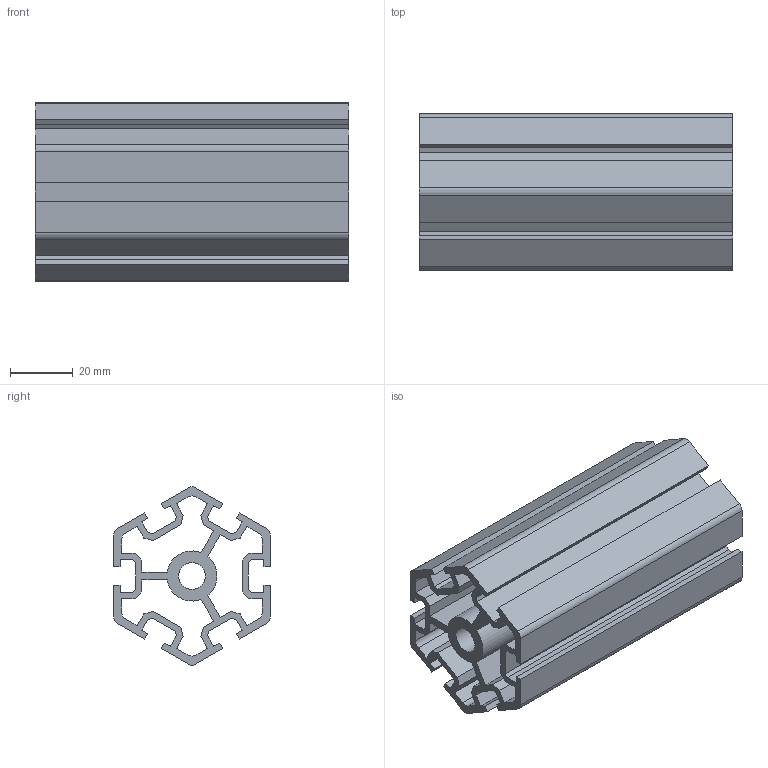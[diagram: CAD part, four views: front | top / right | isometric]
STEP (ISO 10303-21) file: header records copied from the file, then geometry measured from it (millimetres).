
FILE_DESCRIPTION(/* description */ ('STEP AP203'),/* implementation_level */ '2;1');
FILE_NAME(/* name */ '25.20.0100(0)',/* time_stamp */ '2024-07-18T18:53:11+02:00',/* author */ ('License CC BY-ND 4.0'),/* organization */ ('CADENAS'),/* preprocessor_version */ 'ST-DEVELOPER v19.3',/* originating_system */ 'PARTsolutions',/* authorisation */ ' ');
FILE_SCHEMA (('CONFIG_CONTROL_DESIGN'));
Length unit declared in the file: millimetre
Products named in the file (1): 25.20.0100(0)
Bounding box: 100 x 50 x 56.96 mm (x, y, z)
Volume: 77212.8 mm3; surface area: 64554 mm2
Topology: 1 solids, 1 shells, 135 faces, 399 edges, 266 vertices
Faces by surface type: plane 119, cylinder 16
Full cylindrical faces by diameter (mm): 8.5 x1
Entity records: 4486 total; most frequent: CARTESIAN_POINT 800, ORIENTED_EDGE 796, DIRECTION 702, EDGE_CURVE 398, LINE 366, VECTOR 366, VERTEX_POINT 266, AXIS2_PLACEMENT_3D 168
